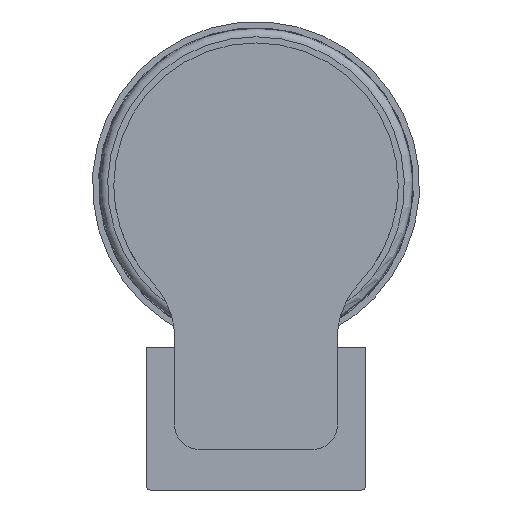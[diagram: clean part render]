
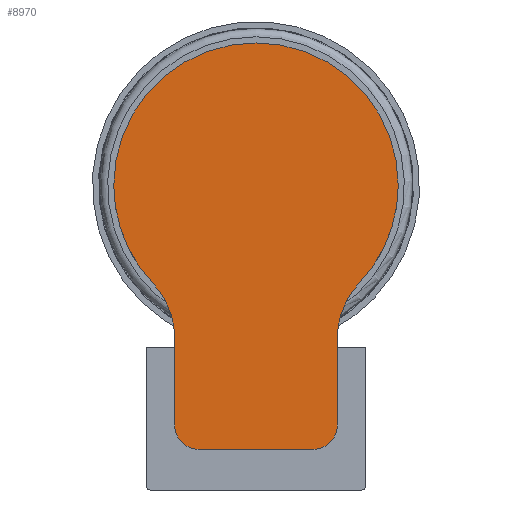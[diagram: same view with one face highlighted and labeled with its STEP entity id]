
A CAD part, front view. The second image highlights one B-rep face of the part: STEP entity #8970.
In plain terms, the highlighted face is planar.
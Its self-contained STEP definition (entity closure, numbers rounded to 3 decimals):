
#8786 = VERTEX_POINT('',#8787);
#8787 = CARTESIAN_POINT('',(-2.545,2.402,-0.1));
#8793 = EDGE_CURVE('',#8794,#8786,#8796,.T.);
#8794 = VERTEX_POINT('',#8795);
#8795 = CARTESIAN_POINT('',(-2.,3.775,-0.1));
#8796 = CIRCLE('',#8797,2.);
#8797 = AXIS2_PLACEMENT_3D('',#8798,#8799,#8800);
#8798 = CARTESIAN_POINT('',(-4.,3.775,-0.1));
#8799 = DIRECTION('',(0.,0.,-1.));
#8800 = DIRECTION('',(1.,0.,0.));
#8903 = VERTEX_POINT('',#8904);
#8904 = CARTESIAN_POINT('',(-1.4,6.5,-0.1));
#8910 = EDGE_CURVE('',#8911,#8903,#8913,.T.);
#8911 = VERTEX_POINT('',#8912);
#8912 = CARTESIAN_POINT('',(1.4,6.5,-0.1));
#8913 = LINE('',#8914,#8915);
#8914 = CARTESIAN_POINT('',(1.4,6.5,-0.1));
#8915 = VECTOR('',#8916,1.);
#8916 = DIRECTION('',(-1.,0.,0.));
#8933 = EDGE_CURVE('',#8903,#8934,#8936,.T.);
#8934 = VERTEX_POINT('',#8935);
#8935 = CARTESIAN_POINT('',(-2.,5.9,-0.1));
#8936 = CIRCLE('',#8937,0.6);
#8937 = AXIS2_PLACEMENT_3D('',#8938,#8939,#8940);
#8938 = CARTESIAN_POINT('',(-1.4,5.9,-0.1));
#8939 = DIRECTION('',(0.,-0.,1.));
#8940 = DIRECTION('',(0.,1.,0.));
#8959 = EDGE_CURVE('',#8934,#8794,#8960,.T.);
#8960 = LINE('',#8961,#8962);
#8961 = CARTESIAN_POINT('',(-2.,5.9,-0.1));
#8962 = VECTOR('',#8963,1.);
#8963 = DIRECTION('',(0.,-1.,0.));
#8970 = ADVANCED_FACE('',(#8971),#9028,.F.);
#8971 = FACE_BOUND('',#8972,.F.);
#8972 = EDGE_LOOP('',(#8973,#8974,#8975,#8976,#8977,#8986,#8995,#9004,
    #9013,#9021));
#8973 = ORIENTED_EDGE('',*,*,#8910,.T.);
#8974 = ORIENTED_EDGE('',*,*,#8933,.T.);
#8975 = ORIENTED_EDGE('',*,*,#8959,.T.);
#8976 = ORIENTED_EDGE('',*,*,#8793,.T.);
#8977 = ORIENTED_EDGE('',*,*,#8978,.T.);
#8978 = EDGE_CURVE('',#8786,#8979,#8981,.T.);
#8979 = VERTEX_POINT('',#8980);
#8980 = CARTESIAN_POINT('',(-3.5,0.,-0.1));
#8981 = CIRCLE('',#8982,3.5);
#8982 = AXIS2_PLACEMENT_3D('',#8983,#8984,#8985);
#8983 = CARTESIAN_POINT('',(0.,0.,-0.1));
#8984 = DIRECTION('',(0.,0.,1.));
#8985 = DIRECTION('',(-0.727,0.686,0.));
#8986 = ORIENTED_EDGE('',*,*,#8987,.T.);
#8987 = EDGE_CURVE('',#8979,#8988,#8990,.T.);
#8988 = VERTEX_POINT('',#8989);
#8989 = CARTESIAN_POINT('',(3.5,0.,-0.1));
#8990 = CIRCLE('',#8991,3.5);
#8991 = AXIS2_PLACEMENT_3D('',#8992,#8993,#8994);
#8992 = CARTESIAN_POINT('',(0.,0.,-0.1));
#8993 = DIRECTION('',(0.,0.,1.));
#8994 = DIRECTION('',(-1.,0.,0.));
#8995 = ORIENTED_EDGE('',*,*,#8996,.T.);
#8996 = EDGE_CURVE('',#8988,#8997,#8999,.T.);
#8997 = VERTEX_POINT('',#8998);
#8998 = CARTESIAN_POINT('',(2.545,2.402,-0.1));
#8999 = CIRCLE('',#9000,3.5);
#9000 = AXIS2_PLACEMENT_3D('',#9001,#9002,#9003);
#9001 = CARTESIAN_POINT('',(0.,0.,-0.1));
#9002 = DIRECTION('',(0.,0.,1.));
#9003 = DIRECTION('',(1.,0.,-0.));
#9004 = ORIENTED_EDGE('',*,*,#9005,.T.);
#9005 = EDGE_CURVE('',#8997,#9006,#9008,.T.);
#9006 = VERTEX_POINT('',#9007);
#9007 = CARTESIAN_POINT('',(2.,3.775,-0.1));
#9008 = CIRCLE('',#9009,2.);
#9009 = AXIS2_PLACEMENT_3D('',#9010,#9011,#9012);
#9010 = CARTESIAN_POINT('',(4.,3.775,-0.1));
#9011 = DIRECTION('',(0.,0.,-1.));
#9012 = DIRECTION('',(-0.727,-0.686,-0.));
#9013 = ORIENTED_EDGE('',*,*,#9014,.T.);
#9014 = EDGE_CURVE('',#9006,#9015,#9017,.T.);
#9015 = VERTEX_POINT('',#9016);
#9016 = CARTESIAN_POINT('',(2.,5.9,-0.1));
#9017 = LINE('',#9018,#9019);
#9018 = CARTESIAN_POINT('',(2.,3.775,-0.1));
#9019 = VECTOR('',#9020,1.);
#9020 = DIRECTION('',(0.,1.,0.));
#9021 = ORIENTED_EDGE('',*,*,#9022,.T.);
#9022 = EDGE_CURVE('',#9015,#8911,#9023,.T.);
#9023 = CIRCLE('',#9024,0.6);
#9024 = AXIS2_PLACEMENT_3D('',#9025,#9026,#9027);
#9025 = CARTESIAN_POINT('',(1.4,5.9,-0.1));
#9026 = DIRECTION('',(0.,0.,1.));
#9027 = DIRECTION('',(1.,0.,-0.));
#9028 = PLANE('',#9029);
#9029 = AXIS2_PLACEMENT_3D('',#9030,#9031,#9032);
#9030 = CARTESIAN_POINT('',(0.,-8.566,-0.1));
#9031 = DIRECTION('',(0.,0.,1.));
#9032 = DIRECTION('',(1.,0.,-0.));
